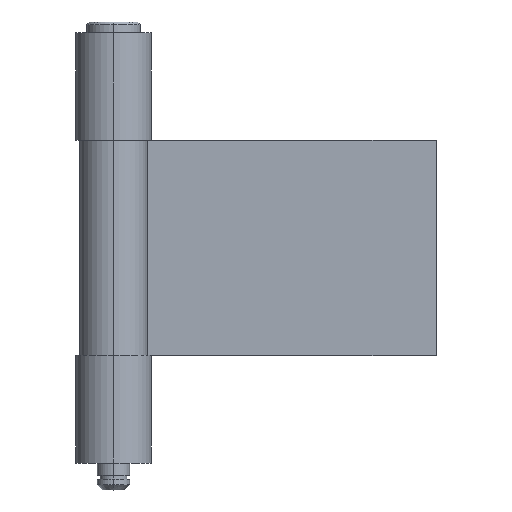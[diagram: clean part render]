
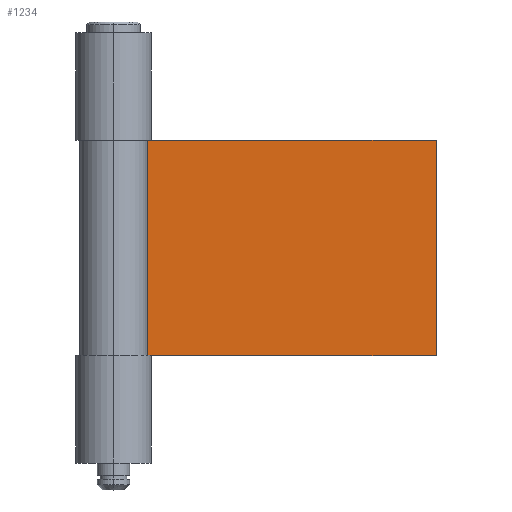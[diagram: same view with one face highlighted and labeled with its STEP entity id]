
A CAD part, top view. The second image highlights one B-rep face of the part: STEP entity #1234.
In plain terms, the highlighted planar face has unit normal (0, 0, 1).
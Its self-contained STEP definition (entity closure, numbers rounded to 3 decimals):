
#291 = CARTESIAN_POINT ( 'NONE',  ( 6.3, 40., 0. ) ) ;
#327 = DIRECTION ( 'NONE',  ( 1., 0., 0. ) ) ;
#328 = VECTOR ( 'NONE', #327, 1000. ) ;
#329 = CARTESIAN_POINT ( 'NONE',  ( 6.3, 40., 0. ) ) ;
#330 = LINE ( 'NONE', #329, #328 ) ;
#331 = CARTESIAN_POINT ( 'NONE',  ( 60., 40., 0. ) ) ;
#339 = DIRECTION ( 'NONE',  ( 0., -1., 0. ) ) ;
#340 = VECTOR ( 'NONE', #339, 1000. ) ;
#341 = CARTESIAN_POINT ( 'NONE',  ( 6.3, 40., 0. ) ) ;
#342 = LINE ( 'NONE', #341, #340 ) ;
#343 = CARTESIAN_POINT ( 'NONE',  ( 6.3, 0., 0. ) ) ;
#354 = FACE_OUTER_BOUND ( 'NONE', #1235, .T. ) ;
#409 = DIRECTION ( 'NONE',  ( -1., 0., 0. ) ) ;
#410 = DIRECTION ( 'NONE',  ( 0., 0., -1. ) ) ;
#411 = CARTESIAN_POINT ( 'NONE',  ( 6.3, 40., 0. ) ) ;
#412 = AXIS2_PLACEMENT_3D ( 'NONE', #411, #410, #409 ) ;
#413 = PLANE ( 'NONE',  #412 ) ;
#420 = DIRECTION ( 'NONE',  ( 0., -1., 0. ) ) ;
#421 = VECTOR ( 'NONE', #420, 1000. ) ;
#422 = CARTESIAN_POINT ( 'NONE',  ( 60., 40., 0. ) ) ;
#423 = LINE ( 'NONE', #422, #421 ) ;
#495 = DIRECTION ( 'NONE',  ( 1., 0., 0. ) ) ;
#496 = VECTOR ( 'NONE', #495, 1000. ) ;
#497 = CARTESIAN_POINT ( 'NONE',  ( 6.3, 0., 0. ) ) ;
#498 = LINE ( 'NONE', #497, #496 ) ;
#499 = CARTESIAN_POINT ( 'NONE',  ( 60., 0., 0. ) ) ;
#1194 = VERTEX_POINT ( 'NONE', #291 ) ;
#1200 = VERTEX_POINT ( 'NONE', #343 ) ;
#1202 = EDGE_CURVE ( 'NONE', #1194, #1200, #342, .T. ) ;
#1208 = VERTEX_POINT ( 'NONE', #331 ) ;
#1210 = EDGE_CURVE ( 'NONE', #1194, #1208, #330, .T. ) ;
#1234 = ADVANCED_FACE ( 'NONE', ( #354 ), #413, .F. ) ;
#1235 = EDGE_LOOP ( 'NONE', ( #1271, #1272, #1316, #1317 ) ) ;
#1271 = ORIENTED_EDGE ( 'NONE', *, *, #1301, .T. ) ;
#1272 = ORIENTED_EDGE ( 'NONE', *, *, #1273, .F. ) ;
#1273 = EDGE_CURVE ( 'NONE', #1208, #1299, #423, .T. ) ;
#1299 = VERTEX_POINT ( 'NONE', #499 ) ;
#1301 = EDGE_CURVE ( 'NONE', #1200, #1299, #498, .T. ) ;
#1316 = ORIENTED_EDGE ( 'NONE', *, *, #1210, .F. ) ;
#1317 = ORIENTED_EDGE ( 'NONE', *, *, #1202, .T. ) ;
